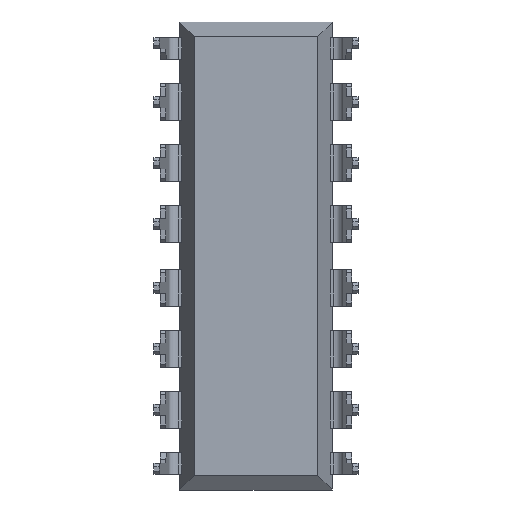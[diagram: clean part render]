
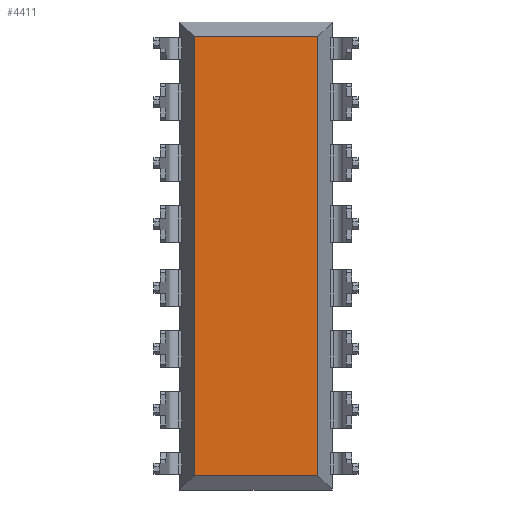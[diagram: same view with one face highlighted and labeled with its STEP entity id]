
A CAD part, front view. The second image highlights one B-rep face of the part: STEP entity #4411.
In plain terms, the highlighted planar face has unit normal (0, -1, 0).
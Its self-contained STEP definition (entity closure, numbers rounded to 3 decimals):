
#1082 = VERTEX_POINT('',#1083);
#1083 = CARTESIAN_POINT('',(-30.683,-2.209,
    -18.9));
#1089 = EDGE_CURVE('',#1082,#1090,#1092,.T.);
#1090 = VERTEX_POINT('',#1091);
#1091 = CARTESIAN_POINT('',(-30.683,-2.209,
    -0.6));
#1092 = LINE('',#1093,#1094);
#1093 = CARTESIAN_POINT('',(-30.683,-2.209,-19.5));
#1094 = VECTOR('',#1095,1.);
#1095 = DIRECTION('',(0.,0.,1.));
#2972 = VERTEX_POINT('',#2973);
#2973 = CARTESIAN_POINT('',(-25.535,-2.209,
    -0.601));
#2979 = EDGE_CURVE('',#2980,#2972,#2982,.T.);
#2980 = VERTEX_POINT('',#2981);
#2981 = CARTESIAN_POINT('',(-25.535,-2.209,
    -18.899));
#2982 = LINE('',#2983,#2984);
#2983 = CARTESIAN_POINT('',(-25.535,-2.209,-19.5));
#2984 = VECTOR('',#2985,1.);
#2985 = DIRECTION('',(0.,0.,1.));
#4411 = ADVANCED_FACE('',(#4412),#4428,.T.);
#4412 = FACE_BOUND('',#4413,.T.);
#4413 = EDGE_LOOP('',(#4414,#4415,#4421,#4422));
#4414 = ORIENTED_EDGE('',*,*,#1089,.F.);
#4415 = ORIENTED_EDGE('',*,*,#4416,.T.);
#4416 = EDGE_CURVE('',#1082,#2980,#4417,.T.);
#4417 = LINE('',#4418,#4419);
#4418 = CARTESIAN_POINT('',(-30.683,-2.209,
    -18.9));
#4419 = VECTOR('',#4420,1.);
#4420 = DIRECTION('',(1.,0.,0.));
#4421 = ORIENTED_EDGE('',*,*,#2979,.T.);
#4422 = ORIENTED_EDGE('',*,*,#4423,.F.);
#4423 = EDGE_CURVE('',#1090,#2972,#4424,.T.);
#4424 = LINE('',#4425,#4426);
#4425 = CARTESIAN_POINT('',(-30.682,-2.209,
    -0.6));
#4426 = VECTOR('',#4427,1.);
#4427 = DIRECTION('',(1.,0.,0.));
#4428 = PLANE('',#4429);
#4429 = AXIS2_PLACEMENT_3D('',#4430,#4431,#4432);
#4430 = CARTESIAN_POINT('',(-30.683,-2.209,-19.5));
#4431 = DIRECTION('',(0.,-1.,0.));
#4432 = DIRECTION('',(0.,-0.,-1.));
